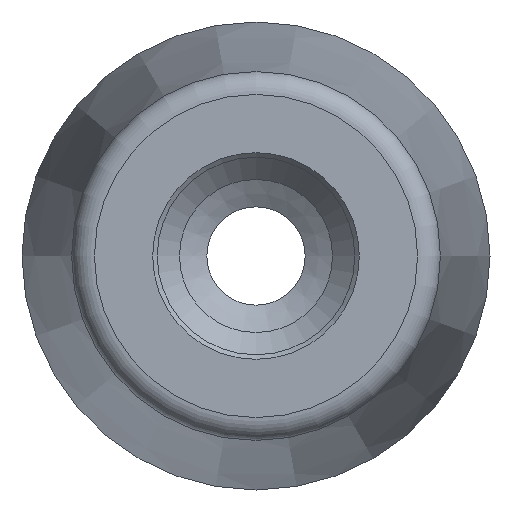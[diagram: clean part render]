
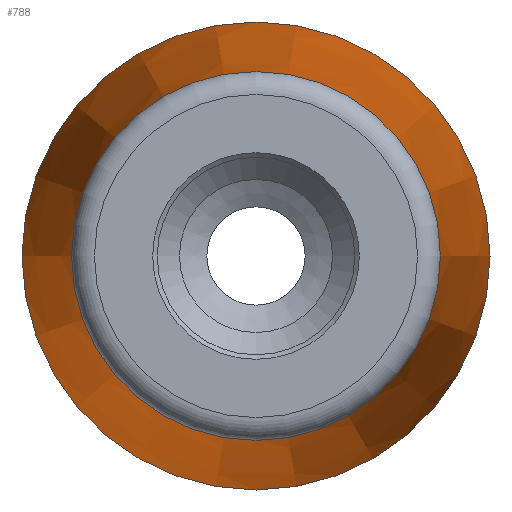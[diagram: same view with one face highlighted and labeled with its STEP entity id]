
A CAD part, left-side view. The second image highlights one B-rep face of the part: STEP entity #788.
In plain terms, the highlighted conical face has half-angle 5 degrees and reference radius 11.591 mm.
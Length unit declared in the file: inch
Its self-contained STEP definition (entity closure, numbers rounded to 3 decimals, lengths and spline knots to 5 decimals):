
#115=FACE_OUTER_BOUND('',#181,.T.);
#181=EDGE_LOOP('',(#688,#689,#690,#691));
#225=LINE('',#1403,#269);
#269=VECTOR('',#1168,0.45634);
#331=CIRCLE('',#910,0.401);
#332=CIRCLE('',#912,0.51167);
#398=VERTEX_POINT('',#1397);
#399=VERTEX_POINT('',#1401);
#494=EDGE_CURVE('',#398,#398,#331,.T.);
#496=EDGE_CURVE('',#399,#399,#332,.T.);
#497=EDGE_CURVE('',#399,#398,#225,.T.);
#688=ORIENTED_EDGE('',*,*,#496,.F.);
#689=ORIENTED_EDGE('',*,*,#497,.T.);
#690=ORIENTED_EDGE('',*,*,#494,.T.);
#691=ORIENTED_EDGE('',*,*,#497,.F.);
#739=CONICAL_SURFACE('',#911,0.45634,0.087);
#788=ADVANCED_FACE('',(#115),#739,.T.);
#910=AXIS2_PLACEMENT_3D('',#1398,#1161,#1162);
#911=AXIS2_PLACEMENT_3D('',#1400,#1164,#1165);
#912=AXIS2_PLACEMENT_3D('',#1402,#1166,#1167);
#1161=DIRECTION('center_axis',(1.,0.,0.));
#1162=DIRECTION('ref_axis',(0.,0.,-1.));
#1164=DIRECTION('center_axis',(1.,0.,0.));
#1165=DIRECTION('ref_axis',(0.,1.,0.));
#1166=DIRECTION('center_axis',(1.,0.,0.));
#1167=DIRECTION('ref_axis',(0.,0.,-1.));
#1168=DIRECTION('',(-0.996,0.087,0.));
#1397=CARTESIAN_POINT('',(0.478,-0.401,0.));
#1398=CARTESIAN_POINT('Origin',(0.478,0.,0.));
#1400=CARTESIAN_POINT('Origin',(1.1105,0.,0.));
#1401=CARTESIAN_POINT('',(1.743,-0.51167,0.));
#1402=CARTESIAN_POINT('Origin',(1.743,0.,0.));
#1403=CARTESIAN_POINT('',(1.1105,-0.45634,0.));
